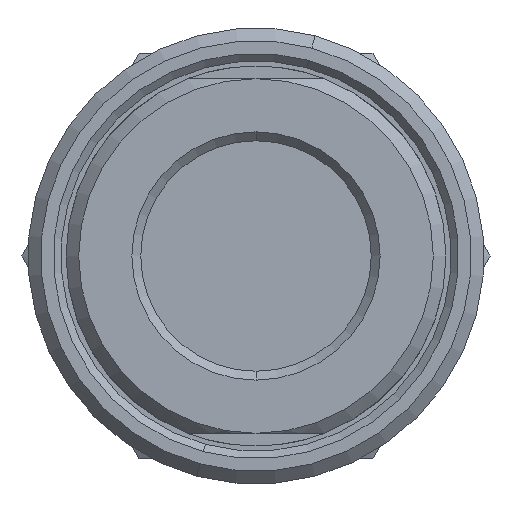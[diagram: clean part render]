
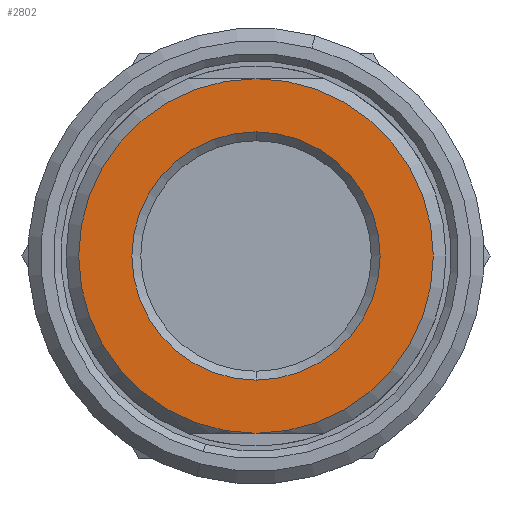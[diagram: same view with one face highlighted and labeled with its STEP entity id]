
A CAD part, front view. The second image highlights one B-rep face of the part: STEP entity #2802.
In plain terms, the highlighted planar face has unit normal (0, -1, 0).
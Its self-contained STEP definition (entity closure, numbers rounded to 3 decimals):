
#597 = VERTEX_POINT ( 'NONE', #3365 ) ;
#602 = VERTEX_POINT ( 'NONE', #3369 ) ;
#608 = VERTEX_POINT ( 'NONE', #3380 ) ;
#617 = VERTEX_POINT ( 'NONE', #2833 ) ;
#722 = EDGE_LOOP ( 'NONE', ( #3573, #3548 ) ) ;
#746 = EDGE_LOOP ( 'NONE', ( #3566, #3547 ) ) ;
#827 = CIRCLE ( 'NONE', #2676, 4.9 ) ;
#830 = CIRCLE ( 'NONE', #2677, 7. ) ;
#831 = CIRCLE ( 'NONE', #2678, 7. ) ;
#855 = CIRCLE ( 'NONE', #2688, 4.9 ) ;
#1938 = PLANE ( 'NONE',  #3448 ) ;
#1945 = CARTESIAN_POINT ( 'NONE',  ( 0., 0., 0. ) ) ;
#1946 = DIRECTION ( 'NONE',  ( 0., -1., 0. ) ) ;
#1947 = DIRECTION ( 'NONE',  ( 0., 0., -1. ) ) ;
#2516 = EDGE_CURVE ( 'NONE', #597, #617, #827, .T. ) ;
#2517 = EDGE_CURVE ( 'NONE', #602, #608, #830, .T. ) ;
#2518 = EDGE_CURVE ( 'NONE', #608, #602, #831, .T. ) ;
#2537 = EDGE_CURVE ( 'NONE', #617, #597, #855, .T. ) ;
#2676 = AXIS2_PLACEMENT_3D ( 'NONE', #2990, #2991, #2992 ) ;
#2677 = AXIS2_PLACEMENT_3D ( 'NONE', #2994, #2995, #2996 ) ;
#2678 = AXIS2_PLACEMENT_3D ( 'NONE', #2999, #3000, #3001 ) ;
#2688 = AXIS2_PLACEMENT_3D ( 'NONE', #3059, #3060, #3061 ) ;
#2802 = ADVANCED_FACE ( 'NONE', ( #3600, #3601 ), #1938, .T. ) ;
#2833 = CARTESIAN_POINT ( 'NONE',  ( 0., 0., -4.9 ) ) ;
#2990 = CARTESIAN_POINT ( 'NONE',  ( 0., 0., 0. ) ) ;
#2991 = DIRECTION ( 'NONE',  ( 0., 1., 0. ) ) ;
#2992 = DIRECTION ( 'NONE',  ( 0., 0., 1. ) ) ;
#2994 = CARTESIAN_POINT ( 'NONE',  ( 0., 0., 0. ) ) ;
#2995 = DIRECTION ( 'NONE',  ( 0., -1., 0. ) ) ;
#2996 = DIRECTION ( 'NONE',  ( 0., 0., -1. ) ) ;
#2999 = CARTESIAN_POINT ( 'NONE',  ( 0., 0., 0. ) ) ;
#3000 = DIRECTION ( 'NONE',  ( 0., -1., 0. ) ) ;
#3001 = DIRECTION ( 'NONE',  ( 0., 0., -1. ) ) ;
#3059 = CARTESIAN_POINT ( 'NONE',  ( 0., 0., 0. ) ) ;
#3060 = DIRECTION ( 'NONE',  ( 0., 1., 0. ) ) ;
#3061 = DIRECTION ( 'NONE',  ( 0., 0., 1. ) ) ;
#3365 = CARTESIAN_POINT ( 'NONE',  ( 0., 0., 4.9 ) ) ;
#3369 = CARTESIAN_POINT ( 'NONE',  ( 0., 0., 7. ) ) ;
#3380 = CARTESIAN_POINT ( 'NONE',  ( 0., 0., -7. ) ) ;
#3448 = AXIS2_PLACEMENT_3D ( 'NONE', #1945, #1946, #1947 ) ;
#3547 = ORIENTED_EDGE ( 'NONE', *, *, #2516, .T. ) ;
#3548 = ORIENTED_EDGE ( 'NONE', *, *, #2518, .T. ) ;
#3566 = ORIENTED_EDGE ( 'NONE', *, *, #2537, .T. ) ;
#3573 = ORIENTED_EDGE ( 'NONE', *, *, #2517, .T. ) ;
#3600 = FACE_OUTER_BOUND ( 'NONE', #722, .T. ) ;
#3601 = FACE_BOUND ( 'NONE', #746, .T. ) ;
